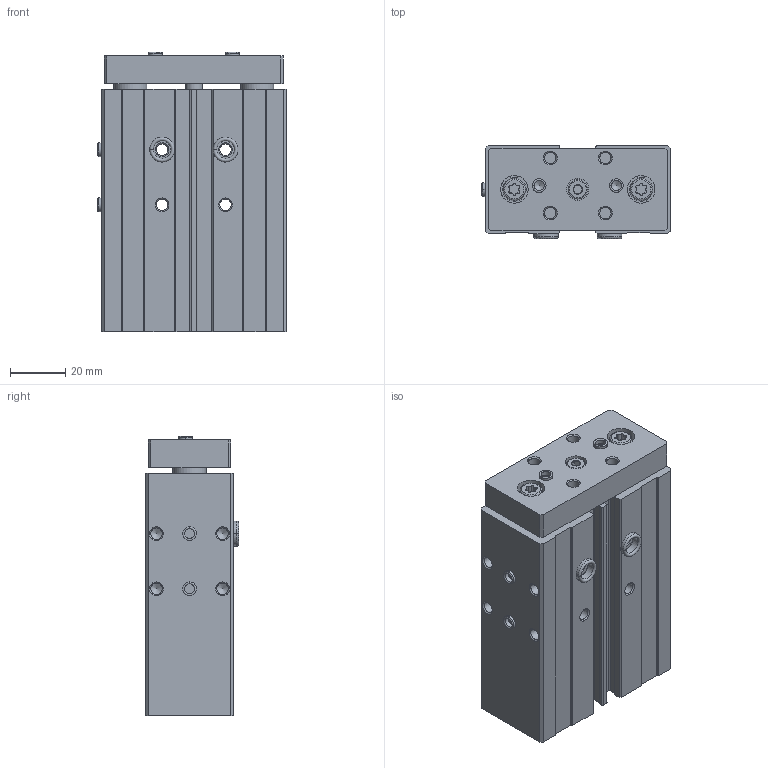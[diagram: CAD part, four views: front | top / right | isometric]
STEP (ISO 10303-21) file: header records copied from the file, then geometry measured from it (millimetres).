
FILE_DESCRIPTION(/* description */ ('STEP AP214'),/* implementation_level */ '2;1');
FILE_NAME(/* name */ '8162431_DFM-16-30-B-PPV-A-GF',/* time_stamp */ '2024-08-14T19:54:44+02:00',/* author */ ('License CC BY-ND 4.0'),/* organization */ ('CADENAS'),/* preprocessor_version */ 'ST-DEVELOPER v19.3',/* originating_system */ 'PARTsolutions',/* authorisation */ ' ');
FILE_SCHEMA (('AUTOMOTIVE_DESIGN {1 0 10303 214 3 1 1}'));
Length unit declared in the file: millimetre
Products named in the file (6): 8162431 DFM-16-30-B-PPV-A-GF---(0); 529120 DFM---16-30-B-PPV-A-GF---(ZR) 30; 529120 DFM-16-30-B-PPV-A-GF---(K); 8146543 ZBH-5-B; 8137184 ZBH-9-B; DIN-913 - M5x5
Assembly tree (10 placements, depth 2):
  8162431 DFM-16-30-B-PPV-A-GF---(0)
    529120 DFM---16-30-B-PPV-A-GF---(ZR) 30
    529120 DFM-16-30-B-PPV-A-GF---(K)
    8146543 ZBH-5-B  x4
    8137184 ZBH-9-B  x2
    DIN-913 - M5x5  x2
Bounding box: 68.3 x 33.8 x 101.3 mm (x, y, z)
Volume: 183457.2 mm3; surface area: 54143.7 mm2
Topology: 10 solids, 10 shells, 353 faces, 831 edges, 534 vertices
Faces by surface type: plane 150, cylinder 124, cone 64, torus 15
Full cylindrical faces by diameter (mm): 3.242 x2, 3.3 x2, 4.134 x19, 4.3 x4, 5 x8, 6 x2, 7 x1, 7.5 x4, 8 x1, 9 x2, 10 x2, 12 x4, 12.5 x1, 16 x2
Entity records: 8766 total; most frequent: CARTESIAN_POINT 1553, DIRECTION 1534, ORIENTED_EDGE 1268, EDGE_CURVE 634, AXIS2_PLACEMENT_3D 610, FACE_BOUND 475, VERTEX_POINT 473, EDGE_LOOP 466
